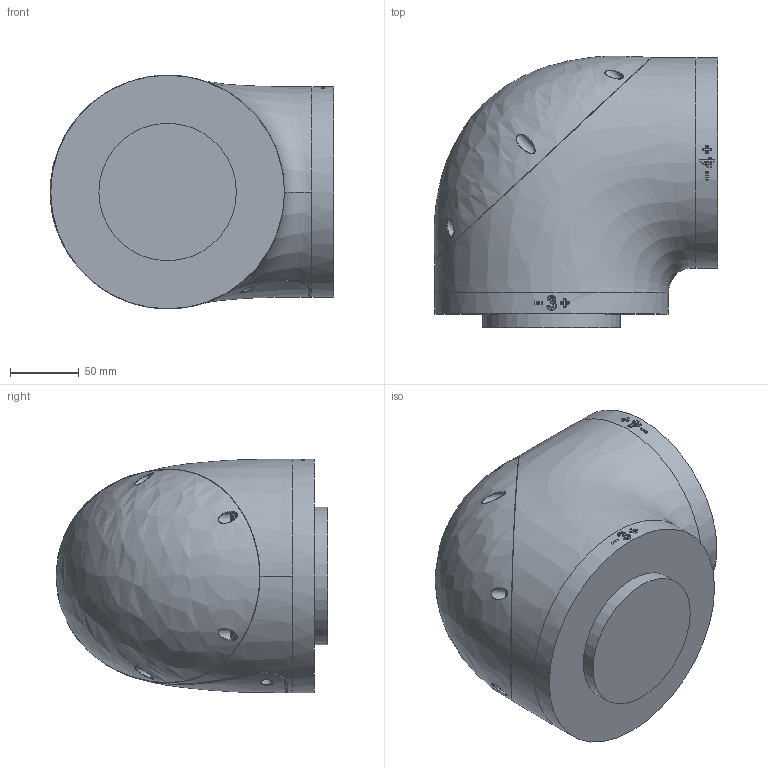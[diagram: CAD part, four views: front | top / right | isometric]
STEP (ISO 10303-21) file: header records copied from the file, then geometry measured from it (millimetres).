
FILE_DESCRIPTION(/* description */ (''),/* implementation_level */ '2;1');
FILE_NAME(/* name */ 'Робот коллаборативный LBR iisy 11 R1300 Kuka_5.stp',/* time_stamp */ '2025-09-22T03:42:36+04:00',/* author */ (''),/* organization */ (''),/* preprocessor_version */ 'ST-DEVELOPER v20',/* originating_system */ 'SIEMENS PLM Software NX2506.1700',/* authorisation */ '');
FILE_SCHEMA (('AUTOMOTIVE_DESIGN { 1 0 10303 214 3 1 1 1 }'));
Length unit declared in the file: millimetre
Products named in the file (1): Робот коллаборативный 
LBR iisy 11 R1300 Kuka_objects
Bounding box: 206.54 x 197.66 x 170 mm (x, y, z)
Volume: 4420537.5 mm3; surface area: 159593.4 mm2
Topology: 1 solids, 1 shells, 708 faces, 1660 edges, 1005 vertices
Faces by surface type: bspline 308, cylinder 223, plane 84, cone 42, torus 36, extrusion 15
Full cylindrical faces by diameter (mm): 6.9 x10, 100 x2, 153 x1, 170 x1
Entity records: 37863 total; most frequent: CARTESIAN_POINT 23063, ORIENTED_EDGE 3080, DIRECTION 2011, EDGE_CURVE 1540, VERTEX_POINT 962, AXIS2_PLACEMENT_3D 844, EDGE_LOOP 836, B_SPLINE_CURVE_WITH_KNOTS 789
